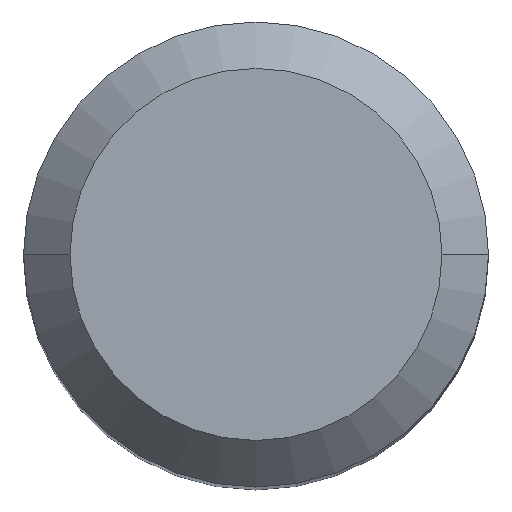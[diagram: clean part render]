
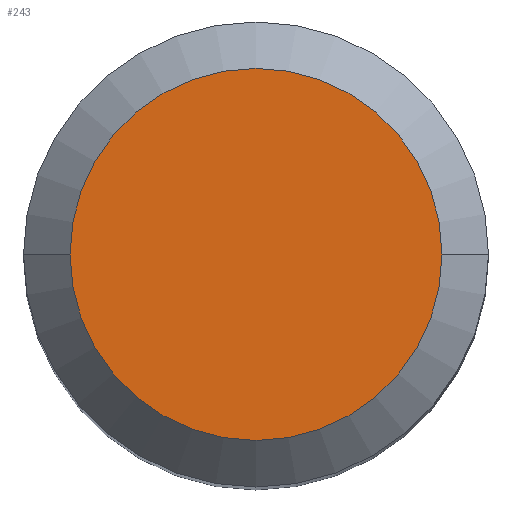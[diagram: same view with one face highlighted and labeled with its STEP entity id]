
A CAD part, top view. The second image highlights one B-rep face of the part: STEP entity #243.
In plain terms, the highlighted planar face has unit normal (0, 0, 1).
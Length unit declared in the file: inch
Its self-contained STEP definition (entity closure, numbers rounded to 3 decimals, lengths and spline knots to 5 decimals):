
#9 = DIRECTION ( 'NONE',  ( 0., 0., 1. ) ) ;
#30 = EDGE_CURVE ( 'NONE', #113, #210, #476, .T. ) ;
#38 = CARTESIAN_POINT ( 'NONE',  ( 0., 0., 0. ) ) ;
#46 = CARTESIAN_POINT ( 'NONE',  ( -0.18896, 0., 0. ) ) ;
#58 = CARTESIAN_POINT ( 'NONE',  ( 0., 0., 0. ) ) ;
#64 = DIRECTION ( 'NONE',  ( 0., 0., -1. ) ) ;
#79 = ORIENTED_EDGE ( 'NONE', *, *, #185, .T. ) ;
#97 = DIRECTION ( 'NONE',  ( -1., 0., 0. ) ) ;
#113 = VERTEX_POINT ( 'NONE', #46 ) ;
#132 = CIRCLE ( 'NONE', #442, 0.18896 ) ;
#150 = ORIENTED_EDGE ( 'NONE', *, *, #30, .T. ) ;
#155 = EDGE_LOOP ( 'NONE', ( #150, #79 ) ) ;
#185 = EDGE_CURVE ( 'NONE', #210, #113, #132, .T. ) ;
#195 = DIRECTION ( 'NONE',  ( 0., 0., 1. ) ) ;
#203 = AXIS2_PLACEMENT_3D ( 'NONE', #38, #195, #449 ) ;
#210 = VERTEX_POINT ( 'NONE', #425 ) ;
#243 = ADVANCED_FACE ( 'NONE', ( #407 ), #266, .F. ) ;
#266 = PLANE ( 'NONE',  #416 ) ;
#357 = DIRECTION ( 'NONE',  ( 1., 0., 0. ) ) ;
#407 = FACE_OUTER_BOUND ( 'NONE', #155, .T. ) ;
#416 = AXIS2_PLACEMENT_3D ( 'NONE', #58, #64, #97 ) ;
#425 = CARTESIAN_POINT ( 'NONE',  ( 0.18896, 0., 0. ) ) ;
#442 = AXIS2_PLACEMENT_3D ( 'NONE', #458, #9, #357 ) ;
#449 = DIRECTION ( 'NONE',  ( 1., 0., 0. ) ) ;
#458 = CARTESIAN_POINT ( 'NONE',  ( 0., 0., 0. ) ) ;
#476 = CIRCLE ( 'NONE', #203, 0.18896 ) ;
